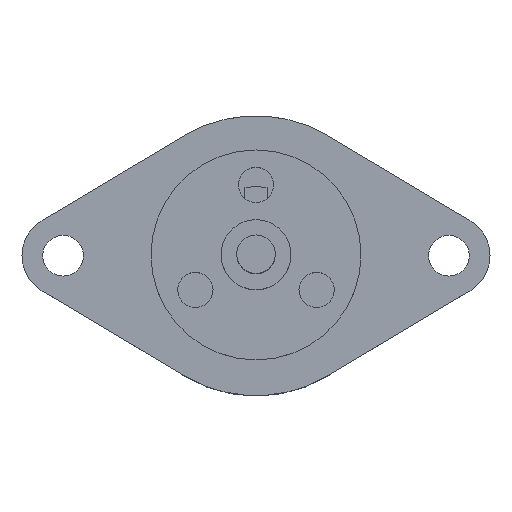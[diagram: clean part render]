
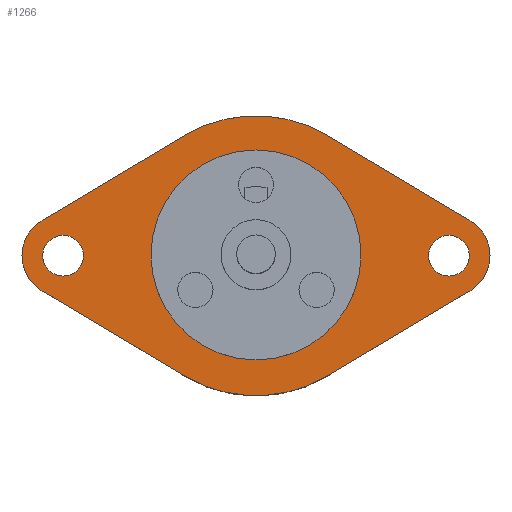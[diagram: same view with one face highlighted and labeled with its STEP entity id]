
A CAD part, top view. The second image highlights one B-rep face of the part: STEP entity #1266.
In plain terms, the highlighted planar face has unit normal (0, 0, 1).
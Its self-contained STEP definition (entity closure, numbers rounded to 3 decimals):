
#93=CARTESIAN_POINT('',(-17.5,0.,8.5));
#94=DIRECTION('',(0.,0.,-1.));
#95=DIRECTION('',(1.,0.,0.));
#96=AXIS2_PLACEMENT_3D('',#93,#94,#95);
#98=CARTESIAN_POINT('',(-17.5,0.,8.5));
#99=DIRECTION('',(0.,0.,-1.));
#100=DIRECTION('',(-1.,0.,0.));
#101=AXIS2_PLACEMENT_3D('',#98,#99,#100);
#103=CARTESIAN_POINT('',(17.5,0.,8.5));
#104=DIRECTION('',(0.,0.,-1.));
#105=DIRECTION('',(1.,0.,0.));
#106=AXIS2_PLACEMENT_3D('',#103,#104,#105);
#108=CARTESIAN_POINT('',(17.5,0.,8.5));
#109=DIRECTION('',(0.,0.,-1.));
#110=DIRECTION('',(-1.,0.,0.));
#111=AXIS2_PLACEMENT_3D('',#108,#109,#110);
#113=CARTESIAN_POINT('',(0.,0.,8.5));
#114=DIRECTION('',(0.,0.,1.));
#115=DIRECTION('',(0.512,0.859,0.));
#116=AXIS2_PLACEMENT_3D('',#113,#114,#115);
#118=DIRECTION('',(-0.859,0.512,0.));
#119=VECTOR('',#118,15.027);
#120=CARTESIAN_POINT('',(19.412,3.205,8.5));
#121=LINE('',#120,#119);
#122=CARTESIAN_POINT('',(17.5,0.,8.5));
#123=DIRECTION('',(0.,0.,1.));
#124=DIRECTION('',(0.512,-0.859,0.));
#125=AXIS2_PLACEMENT_3D('',#122,#123,#124);
#127=DIRECTION('',(0.859,0.512,0.));
#128=VECTOR('',#127,15.027);
#129=CARTESIAN_POINT('',(6.508,-10.906,8.5));
#130=LINE('',#129,#128);
#131=CARTESIAN_POINT('',(0.,0.,8.5));
#132=DIRECTION('',(0.,0.,1.));
#133=DIRECTION('',(-0.512,-0.859,0.));
#134=AXIS2_PLACEMENT_3D('',#131,#132,#133);
#136=DIRECTION('',(0.859,-0.512,0.));
#137=VECTOR('',#136,15.027);
#138=CARTESIAN_POINT('',(-19.412,-3.205,8.5));
#139=LINE('',#138,#137);
#140=CARTESIAN_POINT('',(-17.5,0.,8.5));
#141=DIRECTION('',(0.,0.,1.));
#142=DIRECTION('',(-0.512,0.859,0.));
#143=AXIS2_PLACEMENT_3D('',#140,#141,#142);
#145=DIRECTION('',(-0.859,-0.512,0.));
#146=VECTOR('',#145,15.027);
#147=CARTESIAN_POINT('',(-6.508,10.906,8.5));
#148=LINE('',#147,#146);
#199=CARTESIAN_POINT('',(0.,0.,8.5));
#200=DIRECTION('',(0.,0.,1.));
#201=DIRECTION('',(1.,0.,0.));
#202=AXIS2_PLACEMENT_3D('',#199,#200,#201);
#208=CARTESIAN_POINT('',(0.,0.,8.5));
#209=DIRECTION('',(0.,0.,1.));
#210=DIRECTION('',(-1.,0.,0.));
#211=AXIS2_PLACEMENT_3D('',#208,#209,#210);
#1017=CARTESIAN_POINT('',(-15.65,0.,8.5));
#1018=CARTESIAN_POINT('',(-19.35,0.,8.5));
#1019=VERTEX_POINT('',#1017);
#1020=VERTEX_POINT('',#1018);
#1021=CARTESIAN_POINT('',(19.35,0.,8.5));
#1022=CARTESIAN_POINT('',(15.65,0.,8.5));
#1023=VERTEX_POINT('',#1021);
#1024=VERTEX_POINT('',#1022);
#1025=CARTESIAN_POINT('',(6.508,10.906,8.5));
#1026=CARTESIAN_POINT('',(-6.508,10.906,8.5));
#1027=VERTEX_POINT('',#1025);
#1028=VERTEX_POINT('',#1026);
#1029=CARTESIAN_POINT('',(-19.412,3.205,8.5));
#1030=VERTEX_POINT('',#1029);
#1031=CARTESIAN_POINT('',(-19.412,-3.205,8.5));
#1032=VERTEX_POINT('',#1031);
#1033=CARTESIAN_POINT('',(-6.508,-10.906,8.5));
#1034=VERTEX_POINT('',#1033);
#1035=CARTESIAN_POINT('',(6.508,-10.906,8.5));
#1036=VERTEX_POINT('',#1035);
#1037=CARTESIAN_POINT('',(19.412,-3.205,8.5));
#1038=VERTEX_POINT('',#1037);
#1039=CARTESIAN_POINT('',(19.412,3.205,8.5));
#1040=VERTEX_POINT('',#1039);
#1053=CARTESIAN_POINT('',(8.5,0.,8.5));
#1054=CARTESIAN_POINT('',(-8.5,0.,8.5));
#1055=VERTEX_POINT('',#1053);
#1056=VERTEX_POINT('',#1054);
#1228=CARTESIAN_POINT('',(0.,0.,8.5));
#1229=DIRECTION('',(0.,0.,1.));
#1230=DIRECTION('',(1.,0.,0.));
#1231=AXIS2_PLACEMENT_3D('',#1228,#1229,#1230);
#1232=PLANE('',#1231);
#1233=ORIENTED_EDGE('',*,*,#1140,.F.);
#1235=ORIENTED_EDGE('',*,*,#1234,.F.);
#1237=ORIENTED_EDGE('',*,*,#1236,.F.);
#1239=ORIENTED_EDGE('',*,*,#1238,.F.);
#1241=ORIENTED_EDGE('',*,*,#1240,.F.);
#1243=ORIENTED_EDGE('',*,*,#1242,.F.);
#1245=ORIENTED_EDGE('',*,*,#1244,.F.);
#1247=ORIENTED_EDGE('',*,*,#1246,.F.);
#1248=EDGE_LOOP('',(#1233,#1235,#1237,#1239,#1241,#1243,#1245,#1247));
#1249=FACE_OUTER_BOUND('',#1248,.F.);
#1251=ORIENTED_EDGE('',*,*,#1250,.F.);
#1253=ORIENTED_EDGE('',*,*,#1252,.F.);
#1254=EDGE_LOOP('',(#1251,#1253));
#1255=FACE_BOUND('',#1254,.F.);
#1256=ORIENTED_EDGE('',*,*,#1208,.F.);
#1257=ORIENTED_EDGE('',*,*,#1222,.F.);
#1258=EDGE_LOOP('',(#1256,#1257));
#1259=FACE_BOUND('',#1258,.F.);
#1261=ORIENTED_EDGE('',*,*,#1260,.T.);
#1263=ORIENTED_EDGE('',*,*,#1262,.T.);
#1264=EDGE_LOOP('',(#1261,#1263));
#1265=FACE_BOUND('',#1264,.F.);
#1266=ADVANCED_FACE('',(#1249,#1255,#1259,#1265),#1232,.T.);
#97=CIRCLE('',#96,1.85);
#102=CIRCLE('',#101,1.85);
#107=CIRCLE('',#106,1.85);
#112=CIRCLE('',#111,1.85);
#117=CIRCLE('',#116,12.7);
#126=CIRCLE('',#125,3.732);
#135=CIRCLE('',#134,12.7);
#144=CIRCLE('',#143,3.732);
#203=CIRCLE('',#202,8.5);
#212=CIRCLE('',#211,8.5);
#1140=EDGE_CURVE('',#1027,#1028,#117,.T.);
#1208=EDGE_CURVE('',#1019,#1020,#97,.T.);
#1222=EDGE_CURVE('',#1020,#1019,#102,.T.);
#1234=EDGE_CURVE('',#1040,#1027,#121,.T.);
#1236=EDGE_CURVE('',#1038,#1040,#126,.T.);
#1238=EDGE_CURVE('',#1036,#1038,#130,.T.);
#1240=EDGE_CURVE('',#1034,#1036,#135,.T.);
#1242=EDGE_CURVE('',#1032,#1034,#139,.T.);
#1244=EDGE_CURVE('',#1030,#1032,#144,.T.);
#1246=EDGE_CURVE('',#1028,#1030,#148,.T.);
#1250=EDGE_CURVE('',#1023,#1024,#107,.T.);
#1252=EDGE_CURVE('',#1024,#1023,#112,.T.);
#1260=EDGE_CURVE('',#1055,#1056,#203,.T.);
#1262=EDGE_CURVE('',#1056,#1055,#212,.T.);
